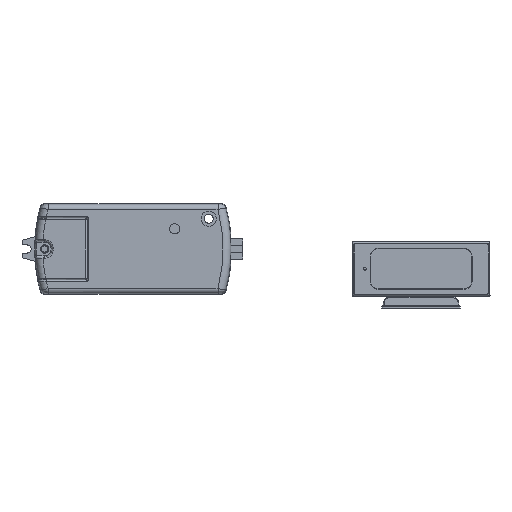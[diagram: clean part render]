
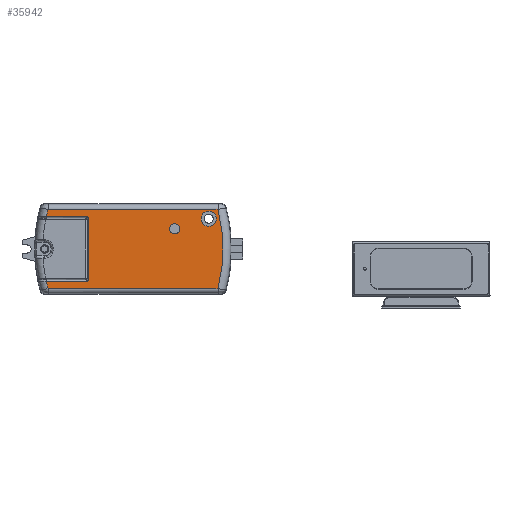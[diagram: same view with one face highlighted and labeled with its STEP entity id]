
A CAD part, front view. The second image highlights one B-rep face of the part: STEP entity #35942.
In plain terms, the highlighted planar face has unit normal (0, -1, 0).
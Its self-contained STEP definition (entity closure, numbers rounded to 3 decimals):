
#290 = CARTESIAN_POINT ( 'NONE',  ( -110.15, -5.1, -13.4 ) ) ;
#356 = AXIS2_PLACEMENT_3D ( 'NONE', #1118, #27861, #10814 ) ;
#377 = VECTOR ( 'NONE', #19742, 1000. ) ;
#399 = CARTESIAN_POINT ( 'NONE',  ( -109.15, -5.1, 11.1 ) ) ;
#474 = ORIENTED_EDGE ( 'NONE', *, *, #25874, .F. ) ;
#505 = ORIENTED_EDGE ( 'NONE', *, *, #27611, .T. ) ;
#594 = DIRECTION ( 'NONE',  ( 1., 0., 0. ) ) ;
#607 = LINE ( 'NONE', #23894, #37096 ) ;
#760 = DIRECTION ( 'NONE',  ( 0., -1., 0. ) ) ;
#900 = CARTESIAN_POINT ( 'NONE',  ( -77.15, -5.1, 7.35 ) ) ;
#979 = VERTEX_POINT ( 'NONE', #34883 ) ;
#1045 = CARTESIAN_POINT ( 'NONE',  ( -110.15, -5.1, 12.1 ) ) ;
#1062 = AXIS2_PLACEMENT_3D ( 'NONE', #38728, #21297, #4890 ) ;
#1118 = CARTESIAN_POINT ( 'NONE',  ( -110.15, -5.1, -12.4 ) ) ;
#1219 = CARTESIAN_POINT ( 'NONE',  ( -126.031, -5.1, 12.1 ) ) ;
#1848 = CARTESIAN_POINT ( 'NONE',  ( -109.15, -5.1, -12.4 ) ) ;
#3190 = VERTEX_POINT ( 'NONE', #1848 ) ;
#3373 = EDGE_CURVE ( 'NONE', #979, #6190, #37049, .T. ) ;
#3616 = DIRECTION ( 'NONE',  ( 0., 0., -1. ) ) ;
#3749 = CARTESIAN_POINT ( 'NONE',  ( -57.979, -5.1, -16.362 ) ) ;
#4890 = DIRECTION ( 'NONE',  ( -0.966, 0., 0.258 ) ) ;
#5048 = ORIENTED_EDGE ( 'NONE', *, *, #7051, .T. ) ;
#5118 = EDGE_LOOP ( 'NONE', ( #22138, #25931, #15185, #16652, #15859, #30505, #14257, #7399, #5048, #505 ) ) ;
#5301 = FACE_OUTER_BOUND ( 'NONE', #5118, .T. ) ;
#6190 = VERTEX_POINT ( 'NONE', #900 ) ;
#6694 = AXIS2_PLACEMENT_3D ( 'NONE', #15452, #38526, #22988 ) ;
#7051 = EDGE_CURVE ( 'NONE', #19919, #20079, #10013, .T. ) ;
#7399 = ORIENTED_EDGE ( 'NONE', *, *, #25350, .F. ) ;
#7504 = AXIS2_PLACEMENT_3D ( 'NONE', #15671, #9162, #22341 ) ;
#7783 = DIRECTION ( 'NONE',  ( -1., 0., 0. ) ) ;
#8841 = CARTESIAN_POINT ( 'NONE',  ( -61.65, -5.1, 11.35 ) ) ;
#9162 = DIRECTION ( 'NONE',  ( 0., -1., 0. ) ) ;
#10013 = CIRCLE ( 'NONE', #1062, 60.991 ) ;
#10237 = DIRECTION ( 'NONE',  ( 0., 1., 0. ) ) ;
#10695 = CIRCLE ( 'NONE', #16242, 3. ) ;
#10814 = DIRECTION ( 'NONE',  ( 1., 0., 0. ) ) ;
#11943 = CARTESIAN_POINT ( 'NONE',  ( -126.031, -5.1, 12.1 ) ) ;
#12414 = CARTESIAN_POINT ( 'NONE',  ( -57.979, -5.1, 15.062 ) ) ;
#14257 = ORIENTED_EDGE ( 'NONE', *, *, #32402, .T. ) ;
#14958 = EDGE_CURVE ( 'NONE', #25603, #33050, #22960, .T. ) ;
#15185 = ORIENTED_EDGE ( 'NONE', *, *, #40852, .T. ) ;
#15241 = EDGE_LOOP ( 'NONE', ( #40076, #23247 ) ) ;
#15452 = CARTESIAN_POINT ( 'NONE',  ( -66.388, -5.1, -0.65 ) ) ;
#15671 = CARTESIAN_POINT ( 'NONE',  ( -91.65, -5.1, -0.65 ) ) ;
#15859 = ORIENTED_EDGE ( 'NONE', *, *, #17828, .T. ) ;
#16242 = AXIS2_PLACEMENT_3D ( 'NONE', #8841, #42477, #23072 ) ;
#16577 = DIRECTION ( 'NONE',  ( -1., 0., 0. ) ) ;
#16652 = ORIENTED_EDGE ( 'NONE', *, *, #21673, .T. ) ;
#16682 = VERTEX_POINT ( 'NONE', #12414 ) ;
#16964 = VERTEX_POINT ( 'NONE', #24636 ) ;
#17681 = VERTEX_POINT ( 'NONE', #29936 ) ;
#17691 = AXIS2_PLACEMENT_3D ( 'NONE', #30098, #760, #30315 ) ;
#17718 = AXIS2_PLACEMENT_3D ( 'NONE', #28174, #24730, #27539 ) ;
#17828 = EDGE_CURVE ( 'NONE', #17681, #33050, #26017, .T. ) ;
#18439 = DIRECTION ( 'NONE',  ( 0., 1., 0. ) ) ;
#18678 = PLANE ( 'NONE',  #7504 ) ;
#18940 = CIRCLE ( 'NONE', #356, 1. ) ;
#19077 = AXIS2_PLACEMENT_3D ( 'NONE', #38478, #18439, #31598 ) ;
#19316 = EDGE_CURVE ( 'NONE', #16964, #3190, #40054, .T. ) ;
#19742 = DIRECTION ( 'NONE',  ( -1., 0., 0. ) ) ;
#19761 = CIRCLE ( 'NONE', #19077, 1. ) ;
#19919 = VERTEX_POINT ( 'NONE', #37610 ) ;
#20079 = VERTEX_POINT ( 'NONE', #11943 ) ;
#20473 = CIRCLE ( 'NONE', #17718, 60.991 ) ;
#20864 = VERTEX_POINT ( 'NONE', #39593 ) ;
#21297 = DIRECTION ( 'NONE',  ( 0., -1., 0. ) ) ;
#21673 = EDGE_CURVE ( 'NONE', #35326, #17681, #607, .T. ) ;
#22138 = ORIENTED_EDGE ( 'NONE', *, *, #42214, .T. ) ;
#22341 = DIRECTION ( 'NONE',  ( 0., 0., -1. ) ) ;
#22402 = VERTEX_POINT ( 'NONE', #1045 ) ;
#22572 = FACE_BOUND ( 'NONE', #33721, .T. ) ;
#22960 = LINE ( 'NONE', #3749, #377 ) ;
#22988 = DIRECTION ( 'NONE',  ( -0.978, 0., -0.209 ) ) ;
#23072 = DIRECTION ( 'NONE',  ( -1., 0., 0. ) ) ;
#23247 = ORIENTED_EDGE ( 'NONE', *, *, #3373, .T. ) ;
#23894 = CARTESIAN_POINT ( 'NONE',  ( -110.15, -5.1, -13.4 ) ) ;
#24636 = CARTESIAN_POINT ( 'NONE',  ( -109.15, -5.1, 11.1 ) ) ;
#24730 = DIRECTION ( 'NONE',  ( 0., -1., 0. ) ) ;
#25350 = EDGE_CURVE ( 'NONE', #19919, #16682, #36098, .T. ) ;
#25603 = VERTEX_POINT ( 'NONE', #42311 ) ;
#25874 = EDGE_CURVE ( 'NONE', #28057, #20864, #10695, .T. ) ;
#25931 = ORIENTED_EDGE ( 'NONE', *, *, #19316, .T. ) ;
#26017 = CIRCLE ( 'NONE', #6694, 60.991 ) ;
#26209 = CARTESIAN_POINT ( 'NONE',  ( -125.321, -5.1, 15.062 ) ) ;
#27226 = DIRECTION ( 'NONE',  ( 0., 1., 0. ) ) ;
#27269 = CARTESIAN_POINT ( 'NONE',  ( -75.15, -5.1, 7.35 ) ) ;
#27436 = AXIS2_PLACEMENT_3D ( 'NONE', #34334, #27226, #7783 ) ;
#27539 = DIRECTION ( 'NONE',  ( 0.966, 0., -0.258 ) ) ;
#27611 = EDGE_CURVE ( 'NONE', #20079, #22402, #30770, .T. ) ;
#27861 = DIRECTION ( 'NONE',  ( 0., 1., 0. ) ) ;
#28057 = VERTEX_POINT ( 'NONE', #30712 ) ;
#28174 = CARTESIAN_POINT ( 'NONE',  ( -116.913, -5.1, -0.65 ) ) ;
#29172 = EDGE_CURVE ( 'NONE', #6190, #979, #32254, .T. ) ;
#29851 = DIRECTION ( 'NONE',  ( 1., 0., 0. ) ) ;
#29936 = CARTESIAN_POINT ( 'NONE',  ( -126.031, -5.1, -13.4 ) ) ;
#29976 = CARTESIAN_POINT ( 'NONE',  ( -125.321, -5.1, -16.362 ) ) ;
#30098 = CARTESIAN_POINT ( 'NONE',  ( -61.65, -5.1, 11.35 ) ) ;
#30315 = DIRECTION ( 'NONE',  ( 1., 0., 0. ) ) ;
#30505 = ORIENTED_EDGE ( 'NONE', *, *, #14958, .F. ) ;
#30712 = CARTESIAN_POINT ( 'NONE',  ( -64.65, -5.1, 11.35 ) ) ;
#30770 = LINE ( 'NONE', #1219, #33541 ) ;
#30814 = AXIS2_PLACEMENT_3D ( 'NONE', #27269, #10237, #40185 ) ;
#31598 = DIRECTION ( 'NONE',  ( 0., 0., 1. ) ) ;
#32028 = VECTOR ( 'NONE', #29851, 1000. ) ;
#32254 = CIRCLE ( 'NONE', #27436, 2. ) ;
#32402 = EDGE_CURVE ( 'NONE', #25603, #16682, #20473, .T. ) ;
#33050 = VERTEX_POINT ( 'NONE', #29976 ) ;
#33541 = VECTOR ( 'NONE', #594, 1000. ) ;
#33563 = CIRCLE ( 'NONE', #17691, 3. ) ;
#33721 = EDGE_LOOP ( 'NONE', ( #41651, #474 ) ) ;
#33856 = EDGE_CURVE ( 'NONE', #20864, #28057, #33563, .T. ) ;
#34334 = CARTESIAN_POINT ( 'NONE',  ( -75.15, -5.1, 7.35 ) ) ;
#34883 = CARTESIAN_POINT ( 'NONE',  ( -73.15, -5.1, 7.35 ) ) ;
#35067 = FACE_BOUND ( 'NONE', #15241, .T. ) ;
#35326 = VERTEX_POINT ( 'NONE', #290 ) ;
#35942 = ADVANCED_FACE ( 'NONE', ( #22572, #5301, #35067 ), #18678, .T. ) ;
#36098 = LINE ( 'NONE', #26209, #32028 ) ;
#36400 = VECTOR ( 'NONE', #3616, 1000. ) ;
#37049 = CIRCLE ( 'NONE', #30814, 2. ) ;
#37096 = VECTOR ( 'NONE', #16577, 1000. ) ;
#37610 = CARTESIAN_POINT ( 'NONE',  ( -125.321, -5.1, 15.062 ) ) ;
#38478 = CARTESIAN_POINT ( 'NONE',  ( -110.15, -5.1, 11.1 ) ) ;
#38526 = DIRECTION ( 'NONE',  ( 0., -1., 0. ) ) ;
#38728 = CARTESIAN_POINT ( 'NONE',  ( -66.388, -5.1, -0.65 ) ) ;
#39593 = CARTESIAN_POINT ( 'NONE',  ( -58.65, -5.1, 11.35 ) ) ;
#40054 = LINE ( 'NONE', #399, #36400 ) ;
#40076 = ORIENTED_EDGE ( 'NONE', *, *, #29172, .T. ) ;
#40185 = DIRECTION ( 'NONE',  ( -1., 0., 0. ) ) ;
#40852 = EDGE_CURVE ( 'NONE', #3190, #35326, #18940, .T. ) ;
#41651 = ORIENTED_EDGE ( 'NONE', *, *, #33856, .F. ) ;
#42214 = EDGE_CURVE ( 'NONE', #22402, #16964, #19761, .T. ) ;
#42311 = CARTESIAN_POINT ( 'NONE',  ( -57.979, -5.1, -16.362 ) ) ;
#42477 = DIRECTION ( 'NONE',  ( 0., -1., 0. ) ) ;
